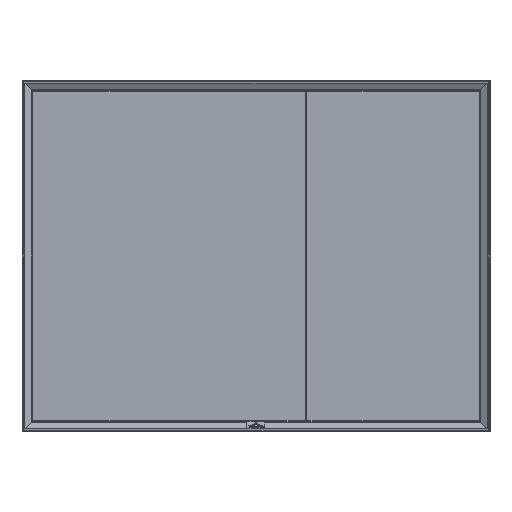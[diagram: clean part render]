
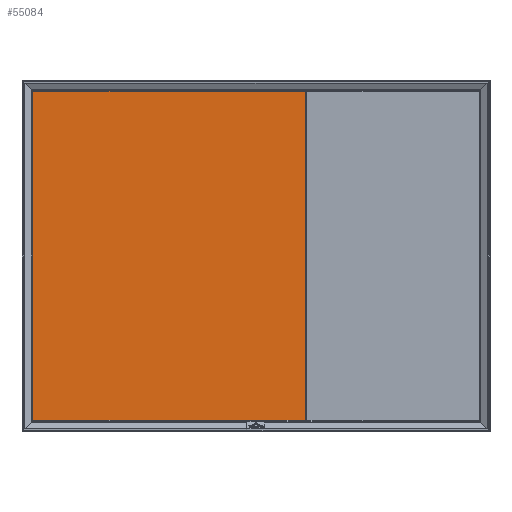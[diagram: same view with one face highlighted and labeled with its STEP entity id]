
A CAD part, front view. The second image highlights one B-rep face of the part: STEP entity #55084.
In plain terms, the highlighted planar face has unit normal (0, -1, 0).
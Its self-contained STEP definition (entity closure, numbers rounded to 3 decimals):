
#5813=FACE_OUTER_BOUND('',#8922,.T.);
#8922=EDGE_LOOP('',(#49729,#49730,#49731,#49732));
#13910=LINE('',#94303,#19076);
#13914=LINE('',#94312,#19080);
#13919=LINE('',#94320,#19085);
#13921=LINE('',#94324,#19087);
#19076=VECTOR('',#76807,583.);
#19080=VECTOR('',#76813,583.);
#19085=VECTOR('',#76820,703.);
#19087=VECTOR('',#76826,703.);
#26110=VERTEX_POINT('',#94301);
#26111=VERTEX_POINT('',#94302);
#26114=VERTEX_POINT('',#94310);
#26115=VERTEX_POINT('',#94311);
#34043=EDGE_CURVE('',#26110,#26111,#13910,.T.);
#34047=EDGE_CURVE('',#26114,#26115,#13914,.T.);
#34052=EDGE_CURVE('',#26110,#26115,#13919,.T.);
#34054=EDGE_CURVE('',#26111,#26114,#13921,.T.);
#49729=ORIENTED_EDGE('',*,*,#34052,.T.);
#49730=ORIENTED_EDGE('',*,*,#34047,.F.);
#49731=ORIENTED_EDGE('',*,*,#34054,.F.);
#49732=ORIENTED_EDGE('',*,*,#34043,.F.);
#52227=PLANE('',#60759);
#55084=ADVANCED_FACE('',(#5813),#52227,.F.);
#60759=AXIS2_PLACEMENT_3D('',#94325,#76827,#76828);
#76807=DIRECTION('',(1.,0.,0.));
#76813=DIRECTION('',(-1.,0.,0.));
#76820=DIRECTION('',(0.,0.,-1.));
#76826=DIRECTION('',(0.,0.,-1.));
#76827=DIRECTION('center_axis',(0.,1.,0.));
#76828=DIRECTION('ref_axis',(0.,0.,1.));
#94301=CARTESIAN_POINT('',(23.,8.,727.5));
#94302=CARTESIAN_POINT('',(606.,8.,727.5));
#94303=CARTESIAN_POINT('',(314.5,8.,727.5));
#94310=CARTESIAN_POINT('',(606.,8.,24.5));
#94311=CARTESIAN_POINT('',(23.,8.,24.5));
#94312=CARTESIAN_POINT('',(314.5,8.,24.5));
#94320=CARTESIAN_POINT('',(23.,8.,375.5));
#94324=CARTESIAN_POINT('',(606.,8.,375.5));
#94325=CARTESIAN_POINT('Origin',(314.5,8.,375.5));
